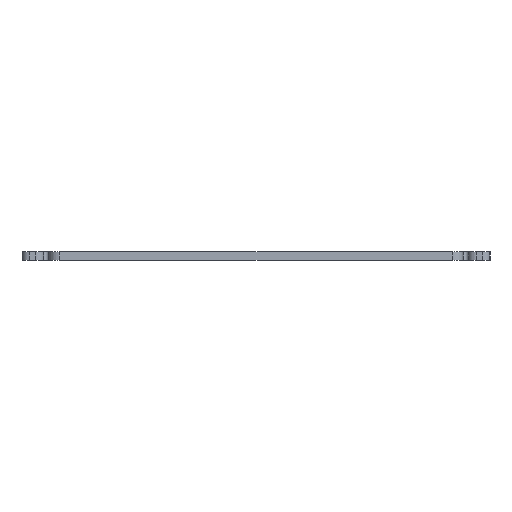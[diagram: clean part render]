
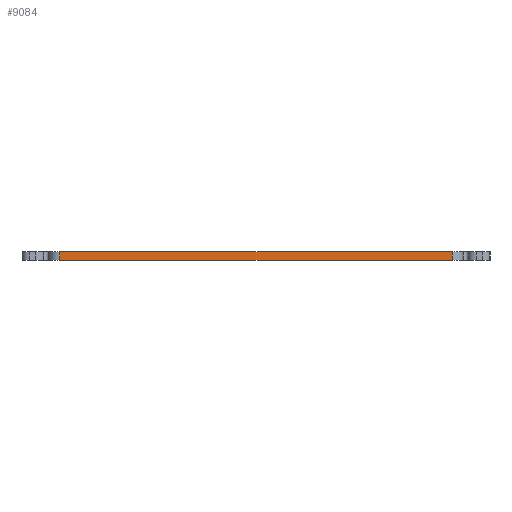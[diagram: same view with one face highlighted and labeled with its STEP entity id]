
A CAD part, left-side view. The second image highlights one B-rep face of the part: STEP entity #9084.
In plain terms, the highlighted planar face has unit normal (-1, 0, 0).
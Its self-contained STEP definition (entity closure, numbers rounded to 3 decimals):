
#347=PLANE('',#9992);
#790=FACE_OUTER_BOUND('',#1234,.T.);
#1234=EDGE_LOOP('',(#7523,#7524,#7525,#7526));
#2225=LINE('',#15307,#3099);
#2226=LINE('',#15311,#3100);
#2227=LINE('',#15312,#3101);
#2228=LINE('',#15313,#3102);
#3099=VECTOR('',#12647,10.);
#3100=VECTOR('',#12650,10.);
#3101=VECTOR('',#12651,10.);
#3102=VECTOR('',#12652,10.);
#4435=VERTEX_POINT('',#15300);
#4438=VERTEX_POINT('',#15305);
#4439=VERTEX_POINT('',#15309);
#4440=VERTEX_POINT('',#15310);
#5759=EDGE_CURVE('',#4438,#4435,#2225,.T.);
#5760=EDGE_CURVE('',#4439,#4440,#2226,.T.);
#5761=EDGE_CURVE('',#4435,#4439,#2227,.F.);
#5762=EDGE_CURVE('',#4440,#4438,#2228,.T.);
#7523=ORIENTED_EDGE('',*,*,#5760,.F.);
#7524=ORIENTED_EDGE('',*,*,#5761,.F.);
#7525=ORIENTED_EDGE('',*,*,#5759,.F.);
#7526=ORIENTED_EDGE('',*,*,#5762,.F.);
#9084=ADVANCED_FACE('',(#790),#347,.T.);
#9992=AXIS2_PLACEMENT_3D('',#15308,#12648,#12649);
#12647=DIRECTION('',(0.,0.,-1.));
#12648=DIRECTION('center_axis',(-1.,0.,0.));
#12649=DIRECTION('ref_axis',(0.,-1.,0.));
#12650=DIRECTION('',(0.,0.,1.));
#12651=DIRECTION('',(0.,-1.,0.));
#12652=DIRECTION('',(0.,-1.,0.));
#15300=CARTESIAN_POINT('',(0.15,-74.95,5.));
#15305=CARTESIAN_POINT('',(0.15,-74.95,6.6));
#15307=CARTESIAN_POINT('',(0.15,-74.95,5.));
#15308=CARTESIAN_POINT('Origin',(0.15,-0.15,5.));
#15309=CARTESIAN_POINT('',(0.15,-1.25,5.));
#15310=CARTESIAN_POINT('',(0.15,-1.25,6.6));
#15311=CARTESIAN_POINT('',(0.15,-1.25,5.));
#15312=CARTESIAN_POINT('',(0.15,-19.125,5.));
#15313=CARTESIAN_POINT('',(0.15,-19.125,6.6));
